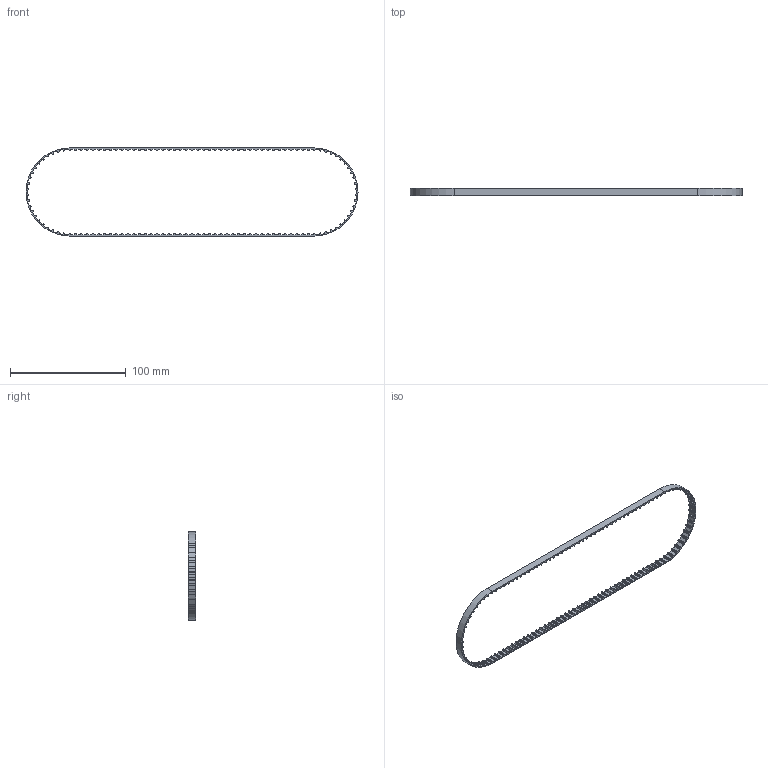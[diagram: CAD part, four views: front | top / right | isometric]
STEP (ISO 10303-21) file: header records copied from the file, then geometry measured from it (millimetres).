
FILE_DESCRIPTION (( 'STEP AP214' ), '1' );
FILE_NAME ('260XL025NG.step', '2015-04-08T23:04:53', ( '' ), ( '' ), 'SwSTEP 2.0', 'SolidWorks 2014', '' );
FILE_SCHEMA (( 'AUTOMOTIVE_DESIGN' ));
Length unit declared in the file: inch
Products named in the file (1): 260XL025NG
Bounding box: 286.71 x 6.35 x 76.2 mm (x, y, z)
Volume: 5796.2 mm3; surface area: 11330.9 mm2
Topology: 1 solids, 1 shells, 1076 faces, 3222 edges, 2148 vertices
Faces by surface type: cylinder 598, plane 478
Entity records: 36706 total; most frequent: DIRECTION 6572, CARTESIAN_POINT 6447, ORIENTED_EDGE 6444, EDGE_CURVE 3222, AXIS2_PLACEMENT_3D 2273, VERTEX_POINT 2148, LINE 2026, VECTOR 2026
